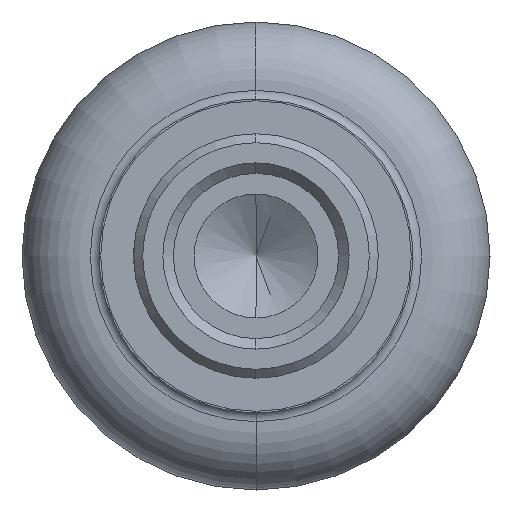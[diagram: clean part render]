
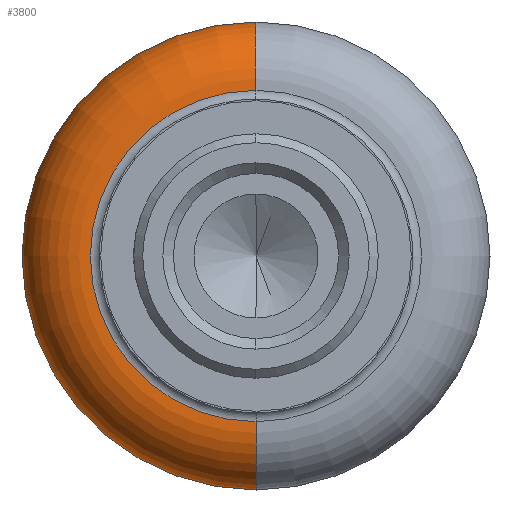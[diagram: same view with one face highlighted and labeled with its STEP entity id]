
A CAD part, left-side view. The second image highlights one B-rep face of the part: STEP entity #3800.
In plain terms, the highlighted toroidal (fillet/blend) face has major radius 6.498 mm and minor radius 2.502 mm.
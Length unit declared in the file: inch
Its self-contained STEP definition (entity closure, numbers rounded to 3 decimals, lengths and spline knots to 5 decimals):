
#81 = DIRECTION ( 'NONE',  ( 0., 0., -1. ) ) ;
#208 = CARTESIAN_POINT ( 'NONE',  ( -0.05002, 0., 0.31095 ) ) ;
#212 = DIRECTION ( 'NONE',  ( 0., 1., 0. ) ) ;
#299 = EDGE_CURVE ( 'NONE', #4428, #718, #4476, .T. ) ;
#643 = AXIS2_PLACEMENT_3D ( 'NONE', #7678, #2923, #6985 ) ;
#718 = VERTEX_POINT ( 'NONE', #208 ) ;
#798 = DIRECTION ( 'NONE',  ( 0., 0., -1. ) ) ;
#832 = DIRECTION ( 'NONE',  ( 1., 0., 0. ) ) ;
#924 = CIRCLE ( 'NONE', #643, 0.25077 ) ;
#929 = CARTESIAN_POINT ( 'NONE',  ( -0.05002, 0., 0. ) ) ;
#1600 = CARTESIAN_POINT ( 'NONE',  ( -0.13165, 0., 0.25583 ) ) ;
#1732 = EDGE_CURVE ( 'NONE', #5503, #718, #3036, .T. ) ;
#1798 = EDGE_LOOP ( 'NONE', ( #6927, #2794, #4792, #7952 ) ) ;
#1836 = CARTESIAN_POINT ( 'NONE',  ( -0.13165, 0., -0.25583 ) ) ;
#2263 = CARTESIAN_POINT ( 'NONE',  ( -0.13165, 0., 0. ) ) ;
#2585 = DIRECTION ( 'NONE',  ( 0., 0., -1. ) ) ;
#2747 = AXIS2_PLACEMENT_3D ( 'NONE', #2263, #5405, #2585 ) ;
#2794 = ORIENTED_EDGE ( 'NONE', *, *, #299, .T. ) ;
#2888 = AXIS2_PLACEMENT_3D ( 'NONE', #1600, #212, #8544 ) ;
#2923 = DIRECTION ( 'NONE',  ( 1., 0., 0. ) ) ;
#3036 = CIRCLE ( 'NONE', #6991, 0.31095 ) ;
#3429 = DIRECTION ( 'NONE',  ( 0., -1., 0. ) ) ;
#3435 = TOROIDAL_SURFACE ( 'NONE', #2747, 0.25583, 0.0985 ) ;
#3531 = EDGE_CURVE ( 'NONE', #6495, #4428, #924, .T. ) ;
#3800 = ADVANCED_FACE ( 'NONE', ( #8564 ), #3435, .T. ) ;
#4054 = EDGE_CURVE ( 'NONE', #6495, #5503, #4296, .T. ) ;
#4296 = CIRCLE ( 'NONE', #4395, 0.0985 ) ;
#4395 = AXIS2_PLACEMENT_3D ( 'NONE', #1836, #3429, #81 ) ;
#4428 = VERTEX_POINT ( 'NONE', #8588 ) ;
#4476 = CIRCLE ( 'NONE', #2888, 0.0985 ) ;
#4792 = ORIENTED_EDGE ( 'NONE', *, *, #1732, .F. ) ;
#5405 = DIRECTION ( 'NONE',  ( 1., 0., 0. ) ) ;
#5503 = VERTEX_POINT ( 'NONE', #6892 ) ;
#6495 = VERTEX_POINT ( 'NONE', #7481 ) ;
#6892 = CARTESIAN_POINT ( 'NONE',  ( -0.05002, 0., -0.31095 ) ) ;
#6927 = ORIENTED_EDGE ( 'NONE', *, *, #3531, .T. ) ;
#6985 = DIRECTION ( 'NONE',  ( 0., 0., -1. ) ) ;
#6991 = AXIS2_PLACEMENT_3D ( 'NONE', #929, #832, #798 ) ;
#7481 = CARTESIAN_POINT ( 'NONE',  ( -0.23002, 0., -0.25077 ) ) ;
#7678 = CARTESIAN_POINT ( 'NONE',  ( -0.23002, 0., 0. ) ) ;
#7952 = ORIENTED_EDGE ( 'NONE', *, *, #4054, .F. ) ;
#8544 = DIRECTION ( 'NONE',  ( 0., 0., 1. ) ) ;
#8564 = FACE_OUTER_BOUND ( 'NONE', #1798, .T. ) ;
#8588 = CARTESIAN_POINT ( 'NONE',  ( -0.23002, 0., 0.25077 ) ) ;
